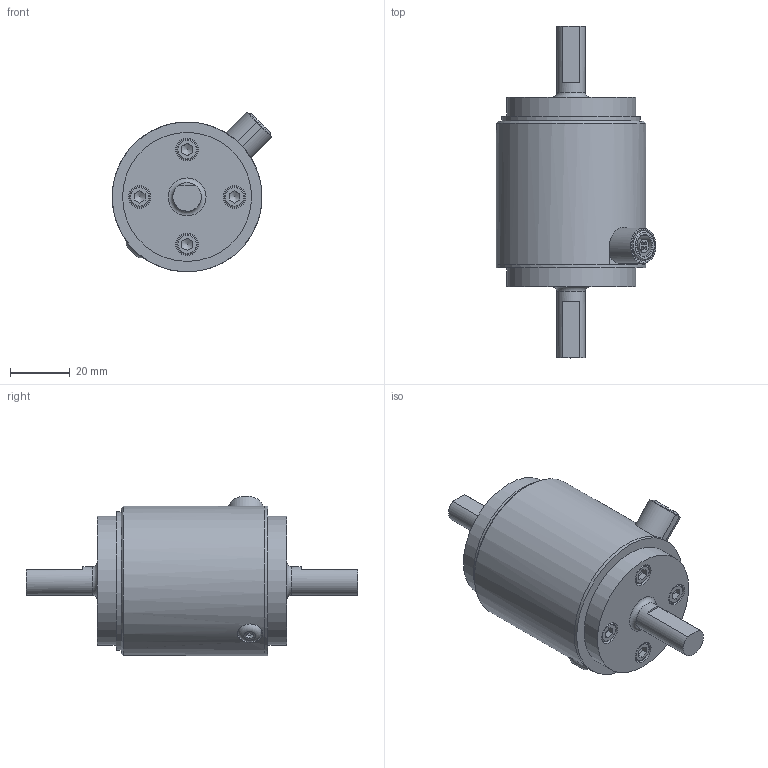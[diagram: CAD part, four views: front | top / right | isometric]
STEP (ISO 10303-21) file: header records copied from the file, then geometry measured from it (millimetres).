
FILE_DESCRIPTION(/* description */ (''),/* implementation_level */ '2;1');
FILE_NAME(/* name */ 'tss400.stp',/* time_stamp */ '2023-03-28T15:08:15-07:00',/* author */ ('renee'),/* organization */ (''),/* preprocessor_version */ 'ST-DEVELOPER v18.1',/* originating_system */ 'Autodesk Inventor 2022',/* authorisation */ '');
FILE_SCHEMA (('AUTOMOTIVE_DESIGN { 1 0 10303 214 3 1 1 }'));
Length unit declared in the file: inch
Products named in the file (1): fsh04358 new
Bounding box: 53.46 x 111.15 x 53.46 mm (x, y, z)
Volume: 122066.5 mm3; surface area: 17746.4 mm2
Topology: 1 solids, 1 shells, 169 faces, 401 edges, 266 vertices
Faces by surface type: plane 103, cylinder 41, cone 13, torus 12
Full cylindrical faces by diameter (mm): 1 x4, 4.5 x1, 6.858 x8, 7.544 x8, 7.925 x1, 8.636 x1, 9.525 x2, 10 x1, 43.18 x2, 46.355 x1, 50.165 x2
Entity records: 5164 total; most frequent: CARTESIAN_POINT 1089, ORIENTED_EDGE 784, DIRECTION 780, EDGE_CURVE 392, AXIS2_PLACEMENT_3D 295, VERTEX_POINT 266, EDGE_LOOP 210, LINE 190
